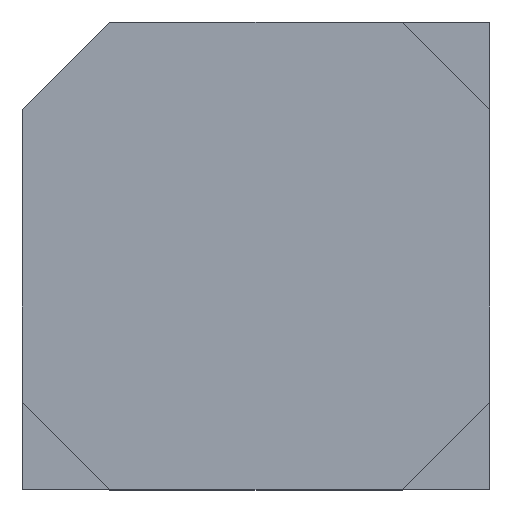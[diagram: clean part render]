
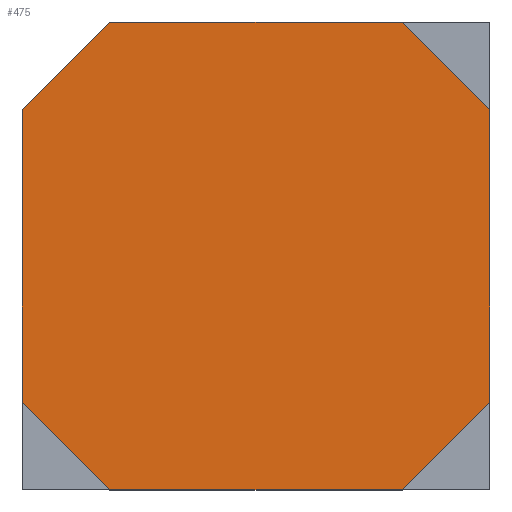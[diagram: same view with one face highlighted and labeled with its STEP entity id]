
A CAD part, top view. The second image highlights one B-rep face of the part: STEP entity #475.
In plain terms, the highlighted planar face has unit normal (0, 0, 1).
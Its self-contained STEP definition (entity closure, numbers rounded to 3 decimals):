
#45=FACE_OUTER_BOUND('',#70,.T.);
#70=EDGE_LOOP('',(#420,#421,#422,#423,#424,#425,#426,#427));
#92=LINE('',#675,#155);
#98=LINE('',#687,#161);
#106=LINE('',#701,#169);
#111=LINE('',#711,#174);
#130=LINE('',#749,#193);
#131=LINE('',#751,#194);
#132=LINE('',#753,#195);
#133=LINE('',#755,#196);
#155=VECTOR('',#551,10.);
#161=VECTOR('',#559,10.);
#169=VECTOR('',#569,10.);
#174=VECTOR('',#576,10.);
#193=VECTOR('',#615,10.);
#194=VECTOR('',#618,10.);
#195=VECTOR('',#621,10.);
#196=VECTOR('',#624,10.);
#214=VERTEX_POINT('',#672);
#215=VERTEX_POINT('',#674);
#219=VERTEX_POINT('',#684);
#220=VERTEX_POINT('',#686);
#224=VERTEX_POINT('',#698);
#225=VERTEX_POINT('',#700);
#228=VERTEX_POINT('',#708);
#229=VERTEX_POINT('',#710);
#260=EDGE_CURVE('',#215,#214,#92,.T.);
#266=EDGE_CURVE('',#220,#219,#98,.T.);
#274=EDGE_CURVE('',#225,#224,#106,.T.);
#279=EDGE_CURVE('',#229,#228,#111,.T.);
#298=EDGE_CURVE('',#219,#225,#130,.T.);
#299=EDGE_CURVE('',#214,#220,#131,.T.);
#300=EDGE_CURVE('',#228,#215,#132,.T.);
#301=EDGE_CURVE('',#224,#229,#133,.T.);
#420=ORIENTED_EDGE('',*,*,#301,.T.);
#421=ORIENTED_EDGE('',*,*,#279,.T.);
#422=ORIENTED_EDGE('',*,*,#300,.T.);
#423=ORIENTED_EDGE('',*,*,#260,.T.);
#424=ORIENTED_EDGE('',*,*,#299,.T.);
#425=ORIENTED_EDGE('',*,*,#266,.T.);
#426=ORIENTED_EDGE('',*,*,#298,.T.);
#427=ORIENTED_EDGE('',*,*,#274,.T.);
#451=PLANE('',#513);
#475=ADVANCED_FACE('',(#45),#451,.T.);
#513=AXIS2_PLACEMENT_3D('',#756,#625,#626);
#551=DIRECTION('',(0.,-1.,0.));
#559=DIRECTION('',(1.,0.,0.));
#569=DIRECTION('',(0.,1.,0.));
#576=DIRECTION('',(-1.,0.,0.));
#615=DIRECTION('',(0.707,0.707,0.));
#618=DIRECTION('',(0.707,-0.707,0.));
#621=DIRECTION('',(-0.707,-0.707,0.));
#624=DIRECTION('',(-0.707,0.707,0.));
#625=DIRECTION('center_axis',(0.,0.,1.));
#626=DIRECTION('ref_axis',(1.,0.,0.));
#672=CARTESIAN_POINT('',(-4.35,-2.724,3.));
#674=CARTESIAN_POINT('',(-4.35,2.724,3.));
#675=CARTESIAN_POINT('',(-4.35,4.35,3.));
#684=CARTESIAN_POINT('',(2.724,-4.35,3.));
#686=CARTESIAN_POINT('',(-2.724,-4.35,3.));
#687=CARTESIAN_POINT('',(-4.35,-4.35,3.));
#698=CARTESIAN_POINT('',(4.35,2.724,3.));
#700=CARTESIAN_POINT('',(4.35,-2.724,3.));
#701=CARTESIAN_POINT('',(4.35,-4.35,3.));
#708=CARTESIAN_POINT('',(-2.724,4.35,3.));
#710=CARTESIAN_POINT('',(2.724,4.35,3.));
#711=CARTESIAN_POINT('',(4.35,4.35,3.));
#749=CARTESIAN_POINT('',(2.724,-4.35,3.));
#751=CARTESIAN_POINT('',(-4.35,-2.724,3.));
#753=CARTESIAN_POINT('',(-2.724,4.35,3.));
#755=CARTESIAN_POINT('',(4.35,2.724,3.));
#756=CARTESIAN_POINT('Origin',(0.,0.,3.));
